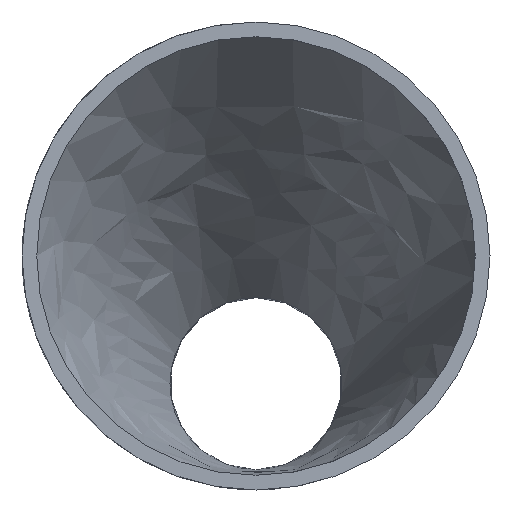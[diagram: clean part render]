
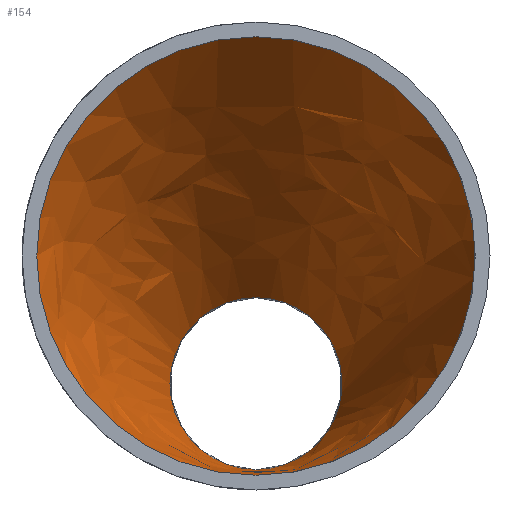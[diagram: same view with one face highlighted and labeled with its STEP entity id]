
A CAD part, left-side view. The second image highlights one B-rep face of the part: STEP entity #154.
In plain terms, the highlighted free-form (B-spline) face has degree [1, 2] with [2, 9] control points.
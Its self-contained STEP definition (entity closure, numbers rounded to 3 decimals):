
#32=FACE_OUTER_BOUND('',#40,.T.);
#40=EDGE_LOOP('',(#106,#107,#108,#109,#110,#111,#112,#113));
#49=B_SPLINE_CURVE_WITH_KNOTS('',1,(#280,#281),.UNSPECIFIED.,.F.,.F.,(2,
2),(0.032,1.882),.UNSPECIFIED.);
#51=CIRCLE('',#182,17.85);
#52=CIRCLE('',#183,17.85);
#53=CIRCLE('',#184,7.007);
#54=CIRCLE('',#185,7.007);
#55=CIRCLE('',#186,7.007);
#56=CIRCLE('',#187,17.85);
#67=VERTEX_POINT('',#274);
#68=VERTEX_POINT('',#275);
#69=VERTEX_POINT('',#277);
#70=VERTEX_POINT('',#279);
#71=VERTEX_POINT('',#282);
#72=VERTEX_POINT('',#284);
#83=EDGE_CURVE('',#67,#68,#51,.T.);
#84=EDGE_CURVE('',#69,#67,#52,.T.);
#85=EDGE_CURVE('',#69,#70,#49,.T.);
#86=EDGE_CURVE('',#70,#71,#53,.T.);
#87=EDGE_CURVE('',#71,#72,#54,.T.);
#88=EDGE_CURVE('',#72,#70,#55,.T.);
#89=EDGE_CURVE('',#68,#69,#56,.T.);
#106=ORIENTED_EDGE('',*,*,#83,.F.);
#107=ORIENTED_EDGE('',*,*,#84,.F.);
#108=ORIENTED_EDGE('',*,*,#85,.T.);
#109=ORIENTED_EDGE('',*,*,#86,.T.);
#110=ORIENTED_EDGE('',*,*,#87,.T.);
#111=ORIENTED_EDGE('',*,*,#88,.T.);
#112=ORIENTED_EDGE('',*,*,#85,.F.);
#113=ORIENTED_EDGE('',*,*,#89,.F.);
#152=(
BOUNDED_SURFACE()
B_SPLINE_SURFACE(1,2,((#256,#257,#258,#259,#260,#261,#262,#263,#264),(#265,
#266,#267,#268,#269,#270,#271,#272,#273)),.UNSPECIFIED.,.F.,.T.,.F.)
B_SPLINE_SURFACE_WITH_KNOTS((2,2),(3,2,2,2,3),(-0.312,1.992),
(-3.142,-1.571,0.,1.571,3.142),
 .UNSPECIFIED.)
GEOMETRIC_REPRESENTATION_ITEM()
RATIONAL_B_SPLINE_SURFACE(((1.,0.707,1.,0.707,1.,
0.707,1.,0.707,1.),(1.,0.707,1.,0.707,
1.,0.707,1.,0.707,1.)))
REPRESENTATION_ITEM('')
SURFACE()
);
#154=ADVANCED_FACE('',(#32),#152,.T.);
#182=AXIS2_PLACEMENT_3D('',#276,#206,#207);
#183=AXIS2_PLACEMENT_3D('',#278,#208,#209);
#184=AXIS2_PLACEMENT_3D('',#283,#210,#211);
#185=AXIS2_PLACEMENT_3D('',#285,#212,#213);
#186=AXIS2_PLACEMENT_3D('',#286,#214,#215);
#187=AXIS2_PLACEMENT_3D('',#287,#216,#217);
#206=DIRECTION('center_axis',(1.,0.,0.));
#207=DIRECTION('ref_axis',(0.,0.,-1.));
#208=DIRECTION('center_axis',(1.,0.,0.));
#209=DIRECTION('ref_axis',(0.,0.,-1.));
#210=DIRECTION('center_axis',(1.,0.,0.));
#211=DIRECTION('ref_axis',(0.,0.,-1.));
#212=DIRECTION('center_axis',(1.,0.,0.));
#213=DIRECTION('ref_axis',(0.,0.,-1.));
#214=DIRECTION('center_axis',(1.,0.,0.));
#215=DIRECTION('ref_axis',(0.,0.,-1.));
#216=DIRECTION('center_axis',(1.,0.,0.));
#217=DIRECTION('ref_axis',(0.,0.,-1.));
#256=CARTESIAN_POINT('Ctrl Pts',(-0.561,-19.758,-0.082));
#257=CARTESIAN_POINT('Ctrl Pts',(-6.121,-19.758,-18.014));
#258=CARTESIAN_POINT('Ctrl Pts',(-6.121,0.,
-18.014));
#259=CARTESIAN_POINT('Ctrl Pts',(-6.121,19.758,-18.014));
#260=CARTESIAN_POINT('Ctrl Pts',(-0.561,19.758,-0.082));
#261=CARTESIAN_POINT('Ctrl Pts',(5.,19.758,17.85));
#262=CARTESIAN_POINT('Ctrl Pts',(5.,0.,
17.85));
#263=CARTESIAN_POINT('Ctrl Pts',(5.,-19.758,17.85));
#264=CARTESIAN_POINT('Ctrl Pts',(-0.561,-19.758,-0.082));
#265=CARTESIAN_POINT('Ctrl Pts',(36.782,-6.33,-11.662));
#266=CARTESIAN_POINT('Ctrl Pts',(35.,-6.33,-17.407));
#267=CARTESIAN_POINT('Ctrl Pts',(35.,0.,-17.407));
#268=CARTESIAN_POINT('Ctrl Pts',(35.,6.33,-17.407));
#269=CARTESIAN_POINT('Ctrl Pts',(36.782,6.33,-11.662));
#270=CARTESIAN_POINT('Ctrl Pts',(38.563,6.33,-5.916));
#271=CARTESIAN_POINT('Ctrl Pts',(38.563,0.,
-5.916));
#272=CARTESIAN_POINT('Ctrl Pts',(38.563,-6.33,-5.916));
#273=CARTESIAN_POINT('Ctrl Pts',(36.782,-6.33,-11.662));
#274=CARTESIAN_POINT('',(5.,0.,-17.85));
#275=CARTESIAN_POINT('',(5.,0.,17.85));
#276=CARTESIAN_POINT('Origin',(5.,0.,0.));
#277=CARTESIAN_POINT('',(5.,-17.758,-1.806));
#278=CARTESIAN_POINT('Origin',(5.,0.,0.));
#279=CARTESIAN_POINT('',(35.,-6.971,-11.109));
#280=CARTESIAN_POINT('Ctrl Pts',(5.,-17.758,-1.806));
#281=CARTESIAN_POINT('Ctrl Pts',(35.,-6.971,-11.109));
#282=CARTESIAN_POINT('',(35.,0.,-17.407));
#283=CARTESIAN_POINT('Origin',(35.,0.,-10.4));
#284=CARTESIAN_POINT('',(35.,0.,-3.393));
#285=CARTESIAN_POINT('Origin',(35.,0.,-10.4));
#286=CARTESIAN_POINT('Origin',(35.,0.,-10.4));
#287=CARTESIAN_POINT('Origin',(5.,0.,0.));
